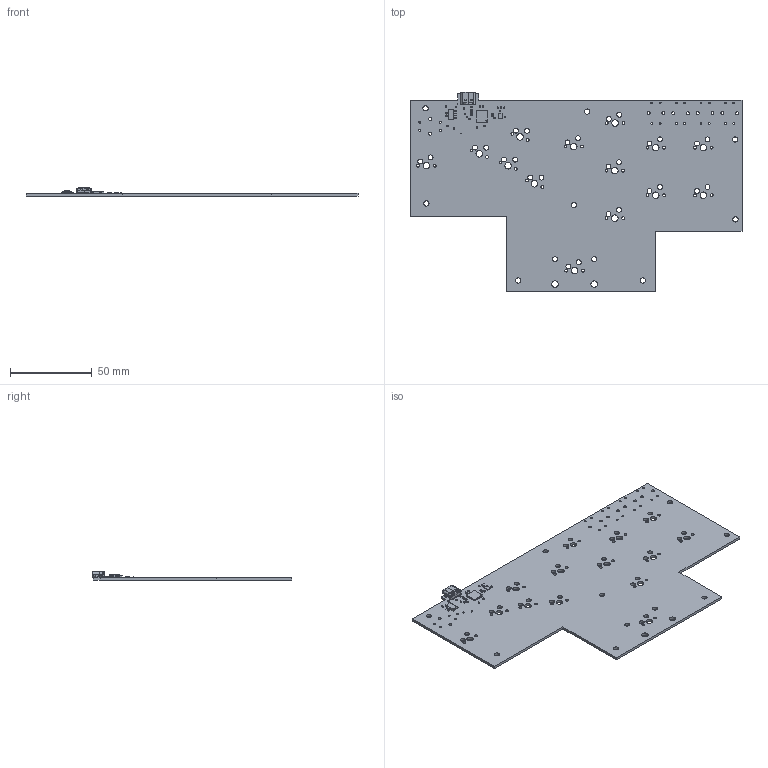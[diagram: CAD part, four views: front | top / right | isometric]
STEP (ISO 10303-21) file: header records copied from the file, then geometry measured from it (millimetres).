
FILE_DESCRIPTION(('KiCad electronic assembly'),'2;1');
FILE_NAME('leverless_controlller.step','2024-07-18T19:12:17',('Pcbnew'), ('Kicad'),'Open CASCADE STEP processor 7.8','KiCad to STEP converter', 'Unknown');
FILE_SCHEMA(('AUTOMOTIVE_DESIGN { 1 0 10303 214 1 1 1 1 }'));
Length unit declared in the file: millimetre
Products named in the file (14): leverless_controlller 1; C_0402_1005Metric; Crystal_SMD_3225-4Pin_3.2x2.5mm; R_0402_1005Metric; SOT-223; SOT_223; USB_C_Receptacle_GCT_USB4105-xx-A_16P_TopMnt_Horizontal; USB_C_Receptacle_16P_TopMnt_Horizontal_GCT_USB4105-xx-A; QFN-56-1EP_7x7mm_P0.4mm_EP3.2x3.2mm; QFN_56_1EP_7x7mm_P04mm_EP32x32mm; leverless_controlller_PCB
Assembly tree (35 placements, depth 3):
  leverless_controlller 1
    C_0402_1005Metric  x16
      C_0402_1005Metric
    Crystal_SMD_3225-4Pin_3.2x2.5mm
      Crystal_SMD_3225-4Pin_3.2x2.5mm
    R_0402_1005Metric  x8
      R_0402_1005Metric
    SOT-223
      SOT_223
    USB_C_Receptacle_GCT_USB4105-xx-A_16P_TopMnt_Horizontal
      USB_C_Receptacle_16P_TopMnt_Horizontal_GCT_USB4105-xx-A
    QFN-56-1EP_7x7mm_P0.4mm_EP3.2x3.2mm
      QFN_56_1EP_7x7mm_P04mm_EP32x32mm
    leverless_controlller_PCB
Bounding box: 202.5 x 121.93 x 4.96 mm (x, y, z)
Volume: 29802.4 mm3; surface area: 40273.2 mm2
Topology: 64 solids, 64 shells, 1914 faces, 5068 edges, 3308 vertices
Faces by surface type: plane 1331, cylinder 559, bspline 16, cone 8
Full cylindrical faces by diameter (mm): 0.35 x9, 0.4 x1, 0.5 x2, 0.65 x2, 0.7 x3, 1.2 x20, 1.702 x28, 1.8 x10, 3 x28, 3.048 x2, 3.2 x8, 3.988 x16
Entity records: 47405 total; most frequent: CARTESIAN_POINT 7308, ORIENTED_EDGE 7024, DIRECTION 6800, EDGE_CURVE 3512, LINE 2832, VECTOR 2832, VERTEX_POINT 2280, AXIS2_PLACEMENT_3D 1984
